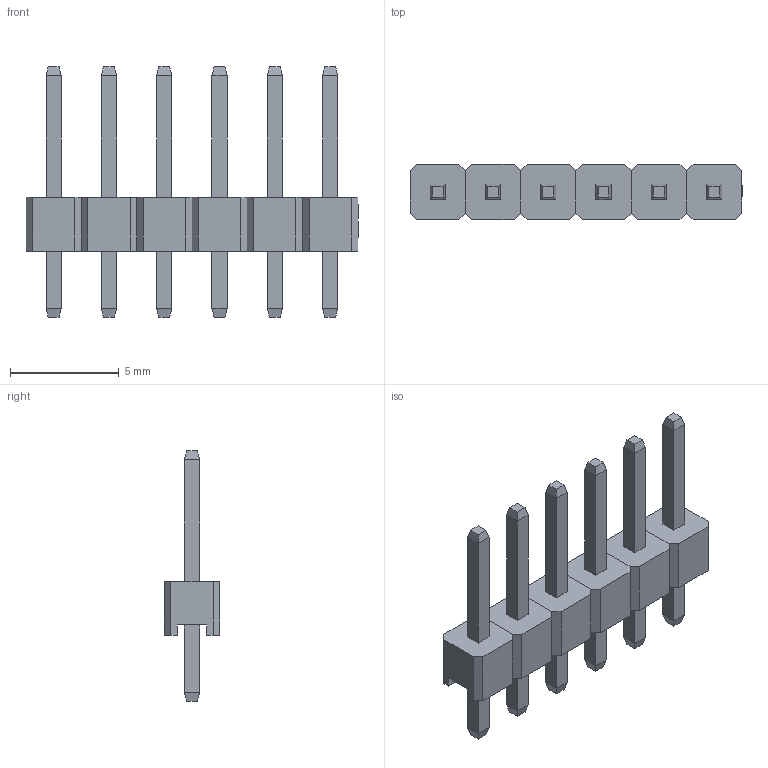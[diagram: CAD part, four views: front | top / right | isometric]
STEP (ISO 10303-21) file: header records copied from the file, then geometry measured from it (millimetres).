
FILE_DESCRIPTION(/* description */ ('Designed by EasyEDA Pro','CAx-IF Rec.Pracs.---Representation and Presentation of Product Manufacturing Information (PMI)---4.0---2014-10-13'),/* implementation_level */ '2;1');
FILE_NAME(/* name */ 'PZ_2.54_1X6P_LH.step',/* time_stamp */ '2025-02-21T17:53:54+08:00',/* author */ (''),/* organization */ (''),/* preprocessor_version */ 'ST-DEVELOPER v20',/* originating_system */ 'Autodesk Translation Framework v13.20.0.188',/* authorisation */ '');
FILE_SCHEMA (('AP242_MANAGED_MODEL_BASED_3D_ENGINEERING_MIM_LF { 1 0 10303 442 1 1 4 }'));
Length unit declared in the file: millimetre
Products named in the file (4): 93Ml-PCBModel; 93Ml-Board; 93Ml-H1-HDR-TH_6P-P2.54-V-M-1; COMPOUND
Assembly tree (3 placements, depth 3):
  93Ml-PCBModel
    93Ml-Board
    93Ml-H1-HDR-TH_6P-P2.54-V-M-1
      COMPOUND
Bounding box: 15.25 x 2.54 x 11.5 mm (x, y, z)
Volume: 110.7 mm3; surface area: 377.8 mm2
Topology: 6 solids, 6 shells, 766 faces, 1995 edges, 1314 vertices
Faces by surface type: plane 584, bspline 182
Entity records: 28772 total; most frequent: CARTESIAN_POINT 10068, ORIENTED_EDGE 3990, DIRECTION 2993, EDGE_CURVE 1995, LINE 1631, VECTOR 1631, VERTEX_POINT 1314, EDGE_LOOP 839
